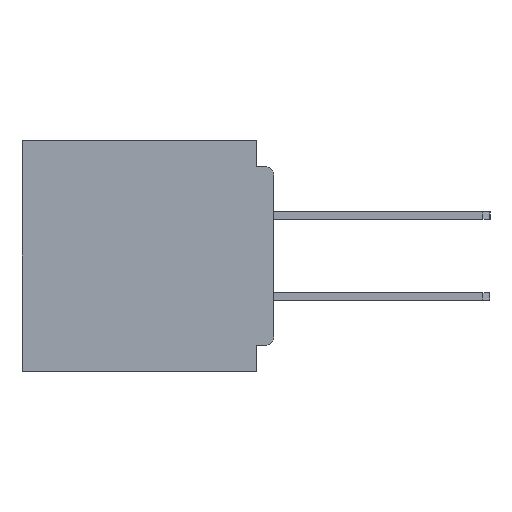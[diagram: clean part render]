
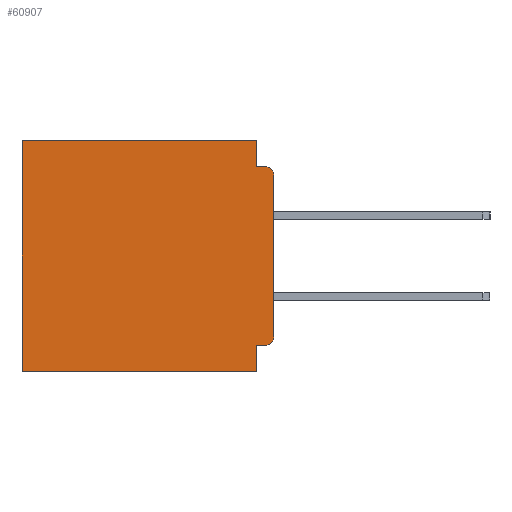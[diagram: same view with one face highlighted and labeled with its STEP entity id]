
A CAD part, left-side view. The second image highlights one B-rep face of the part: STEP entity #60907.
In plain terms, the highlighted planar face has unit normal (-1, 0, 0).
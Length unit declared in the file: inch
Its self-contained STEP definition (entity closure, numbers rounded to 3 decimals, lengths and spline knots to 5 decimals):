
#382 = VERTEX_POINT ( 'NONE', #36295 ) ;
#1420 = DIRECTION ( 'NONE',  ( 0., 0., -1. ) ) ;
#1889 = VERTEX_POINT ( 'NONE', #6730 ) ;
#4038 = VERTEX_POINT ( 'NONE', #7417 ) ;
#4371 = LINE ( 'NONE', #54496, #55918 ) ;
#4893 = ORIENTED_EDGE ( 'NONE', *, *, #9088, .F. ) ;
#6062 = CARTESIAN_POINT ( 'NONE',  ( 0.3, 0.031, -0.355 ) ) ;
#6539 = AXIS2_PLACEMENT_3D ( 'NONE', #63106, #32280, #1420 ) ;
#6730 = CARTESIAN_POINT ( 'NONE',  ( 0.3, 0., -0.34 ) ) ;
#6787 = EDGE_CURVE ( 'NONE', #66426, #14325, #15223, .T. ) ;
#6797 = VERTEX_POINT ( 'NONE', #34802 ) ;
#7094 = ORIENTED_EDGE ( 'NONE', *, *, #15151, .T. ) ;
#7190 = CIRCLE ( 'NONE', #6539, 0.015 ) ;
#7417 = CARTESIAN_POINT ( 'NONE',  ( 0.3, 0.437, 0. ) ) ;
#7455 = DIRECTION ( 'NONE',  ( 0., 1., 0. ) ) ;
#7739 = CARTESIAN_POINT ( 'NONE',  ( 0.3, 0.437, -0.4 ) ) ;
#8362 = DIRECTION ( 'NONE',  ( 0., 0., -1. ) ) ;
#9088 = EDGE_CURVE ( 'NONE', #382, #66426, #31886, .T. ) ;
#11465 = AXIS2_PLACEMENT_3D ( 'NONE', #47036, #26534, #62543 ) ;
#11744 = VECTOR ( 'NONE', #12773, 39.37008 ) ;
#12106 = CIRCLE ( 'NONE', #26670, 0.015 ) ;
#12174 = CARTESIAN_POINT ( 'NONE',  ( 0.3, 0., -0.4 ) ) ;
#12354 = ORIENTED_EDGE ( 'NONE', *, *, #58492, .F. ) ;
#12773 = DIRECTION ( 'NONE',  ( 0., -1., 0. ) ) ;
#13350 = LINE ( 'NONE', #38428, #11744 ) ;
#13549 = CARTESIAN_POINT ( 'NONE',  ( 0.3, 0., -0.4 ) ) ;
#13876 = DIRECTION ( 'NONE',  ( 0., 0., -1. ) ) ;
#14325 = VERTEX_POINT ( 'NONE', #29604 ) ;
#15068 = ORIENTED_EDGE ( 'NONE', *, *, #46875, .T. ) ;
#15151 = EDGE_CURVE ( 'NONE', #6797, #52585, #7190, .T. ) ;
#15223 = LINE ( 'NONE', #44937, #41324 ) ;
#18168 = VECTOR ( 'NONE', #53172, 39.37008 ) ;
#23252 = LINE ( 'NONE', #28168, #40148 ) ;
#23351 = EDGE_CURVE ( 'NONE', #6797, #1889, #52687, .T. ) ;
#23590 = VERTEX_POINT ( 'NONE', #24537 ) ;
#23992 = CARTESIAN_POINT ( 'NONE',  ( 0.3, 0.015, -0.34 ) ) ;
#24537 = CARTESIAN_POINT ( 'NONE',  ( 0.3, 0.031, 0. ) ) ;
#26534 = DIRECTION ( 'NONE',  ( 1., 0., 0. ) ) ;
#26670 = AXIS2_PLACEMENT_3D ( 'NONE', #23992, #59972, #29150 ) ;
#27393 = EDGE_CURVE ( 'NONE', #43877, #52585, #13350, .T. ) ;
#28141 = EDGE_CURVE ( 'NONE', #4038, #55951, #4371, .T. ) ;
#28168 = CARTESIAN_POINT ( 'NONE',  ( 0.3, 0., 0. ) ) ;
#28601 = FACE_OUTER_BOUND ( 'NONE', #65444, .T. ) ;
#29150 = DIRECTION ( 'NONE',  ( 0., 0., -1. ) ) ;
#29190 = ORIENTED_EDGE ( 'NONE', *, *, #23351, .F. ) ;
#29604 = CARTESIAN_POINT ( 'NONE',  ( 0.3, 0.031, -0.4 ) ) ;
#31654 = ORIENTED_EDGE ( 'NONE', *, *, #6787, .F. ) ;
#31886 = LINE ( 'NONE', #48014, #18168 ) ;
#32280 = DIRECTION ( 'NONE',  ( -1., 0., 0. ) ) ;
#34708 = DIRECTION ( 'NONE',  ( 0., 0., -1. ) ) ;
#34802 = CARTESIAN_POINT ( 'NONE',  ( 0.3, 0., -0.06 ) ) ;
#36097 = EDGE_CURVE ( 'NONE', #14325, #55951, #57254, .T. ) ;
#36295 = CARTESIAN_POINT ( 'NONE',  ( 0.3, 0.015, -0.355 ) ) ;
#36362 = CARTESIAN_POINT ( 'NONE',  ( 0.3, 0.031, -0.045 ) ) ;
#37701 = VECTOR ( 'NONE', #34708, 39.37008 ) ;
#38428 = CARTESIAN_POINT ( 'NONE',  ( 0.3, 0., -0.045 ) ) ;
#39303 = LINE ( 'NONE', #60339, #37701 ) ;
#40148 = VECTOR ( 'NONE', #7455, 39.37008 ) ;
#41324 = VECTOR ( 'NONE', #13876, 39.37008 ) ;
#43877 = VERTEX_POINT ( 'NONE', #36362 ) ;
#44937 = CARTESIAN_POINT ( 'NONE',  ( 0.3, 0.031, -0.4 ) ) ;
#46875 = EDGE_CURVE ( 'NONE', #382, #1889, #12106, .T. ) ;
#47036 = CARTESIAN_POINT ( 'NONE',  ( 0.3, 0., -0.4 ) ) ;
#48014 = CARTESIAN_POINT ( 'NONE',  ( 0.3, 0., -0.355 ) ) ;
#49509 = ORIENTED_EDGE ( 'NONE', *, *, #58331, .T. ) ;
#52585 = VERTEX_POINT ( 'NONE', #60038 ) ;
#52687 = LINE ( 'NONE', #12174, #64787 ) ;
#53172 = DIRECTION ( 'NONE',  ( 0., 1., 0. ) ) ;
#53339 = DIRECTION ( 'NONE',  ( 0., 0., -1. ) ) ;
#53990 = VECTOR ( 'NONE', #65086, 39.37008 ) ;
#54496 = CARTESIAN_POINT ( 'NONE',  ( 0.3, 0.437, -0.4 ) ) ;
#54924 = ORIENTED_EDGE ( 'NONE', *, *, #36097, .F. ) ;
#55918 = VECTOR ( 'NONE', #8362, 39.37008 ) ;
#55951 = VERTEX_POINT ( 'NONE', #7739 ) ;
#57254 = LINE ( 'NONE', #13549, #53990 ) ;
#57358 = PLANE ( 'NONE',  #11465 ) ;
#58331 = EDGE_CURVE ( 'NONE', #23590, #4038, #23252, .T. ) ;
#58477 = ORIENTED_EDGE ( 'NONE', *, *, #27393, .F. ) ;
#58492 = EDGE_CURVE ( 'NONE', #23590, #43877, #39303, .T. ) ;
#59972 = DIRECTION ( 'NONE',  ( -1., 0., 0. ) ) ;
#60038 = CARTESIAN_POINT ( 'NONE',  ( 0.3, 0.015, -0.045 ) ) ;
#60339 = CARTESIAN_POINT ( 'NONE',  ( 0.3, 0.031, 0. ) ) ;
#60907 = ADVANCED_FACE ( 'NONE', ( #28601 ), #57358, .F. ) ;
#62543 = DIRECTION ( 'NONE',  ( 0., 0., -1. ) ) ;
#63106 = CARTESIAN_POINT ( 'NONE',  ( 0.3, 0.015, -0.06 ) ) ;
#64436 = ORIENTED_EDGE ( 'NONE', *, *, #28141, .T. ) ;
#64787 = VECTOR ( 'NONE', #53339, 39.37008 ) ;
#65086 = DIRECTION ( 'NONE',  ( 0., 1., 0. ) ) ;
#65444 = EDGE_LOOP ( 'NONE', ( #29190, #7094, #58477, #12354, #49509, #64436, #54924, #31654, #4893, #15068 ) ) ;
#66426 = VERTEX_POINT ( 'NONE', #6062 ) ;
